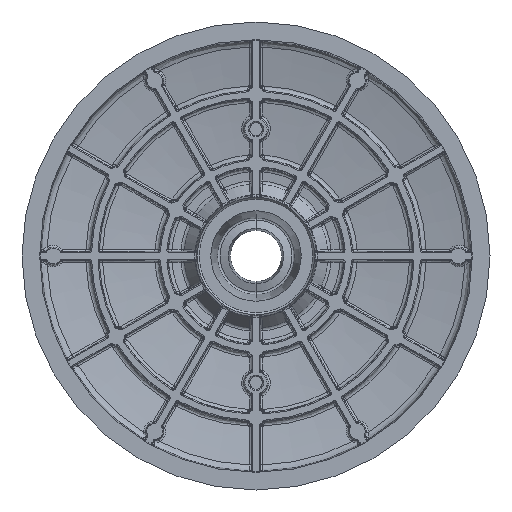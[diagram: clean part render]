
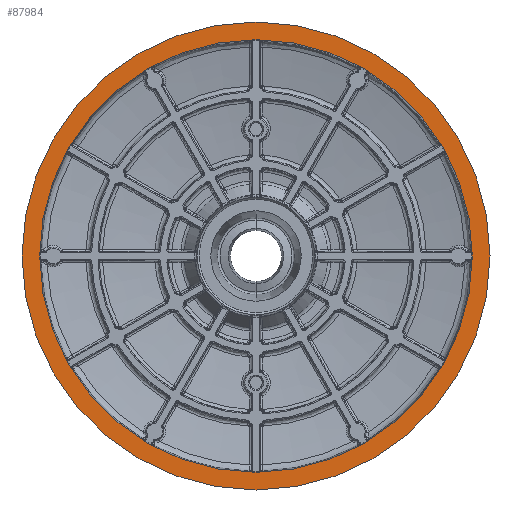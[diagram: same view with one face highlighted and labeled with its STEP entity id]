
A CAD part, front view. The second image highlights one B-rep face of the part: STEP entity #87984.
In plain terms, the highlighted planar face has unit normal (0, -1, 0).
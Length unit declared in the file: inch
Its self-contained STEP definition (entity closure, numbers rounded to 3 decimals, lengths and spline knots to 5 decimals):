
#2902 = EDGE_CURVE ( 'NONE', #35448, #15021, #14919, .T. ) ;
#6038 = DIRECTION ( 'NONE',  ( 0., 1., 0. ) ) ;
#9373 = CIRCLE ( 'NONE', #44309, 2.16535 ) ;
#10707 = AXIS2_PLACEMENT_3D ( 'NONE', #13821, #13799, #13719 ) ;
#13191 = EDGE_CURVE ( 'NONE', #64942, #24713, #42705, .T. ) ;
#13719 = DIRECTION ( 'NONE',  ( 0., 0., -1. ) ) ;
#13799 = DIRECTION ( 'NONE',  ( 0., 1., 0. ) ) ;
#13821 = CARTESIAN_POINT ( 'NONE',  ( 0., 0., 0. ) ) ;
#14919 = CIRCLE ( 'NONE', #10707, 2.34252 ) ;
#15021 = VERTEX_POINT ( 'NONE', #31200 ) ;
#15393 = FACE_BOUND ( 'NONE', #36121, .T. ) ;
#23000 = CARTESIAN_POINT ( 'NONE',  ( 0., 0., 0. ) ) ;
#24713 = VERTEX_POINT ( 'NONE', #43452 ) ;
#26423 = CARTESIAN_POINT ( 'NONE',  ( 0., 0., 2.16535 ) ) ;
#30013 = DIRECTION ( 'NONE',  ( 0., 0., -1. ) ) ;
#31200 = CARTESIAN_POINT ( 'NONE',  ( 0., 0., -2.34252 ) ) ;
#32607 = EDGE_LOOP ( 'NONE', ( #50245, #58849 ) ) ;
#33263 = DIRECTION ( 'NONE',  ( 0., 1., 0. ) ) ;
#35448 = VERTEX_POINT ( 'NONE', #82169 ) ;
#36121 = EDGE_LOOP ( 'NONE', ( #54490, #52424 ) ) ;
#42705 = CIRCLE ( 'NONE', #77363, 2.16535 ) ;
#43452 = CARTESIAN_POINT ( 'NONE',  ( 0., 0., -2.16535 ) ) ;
#44309 = AXIS2_PLACEMENT_3D ( 'NONE', #23000, #71475, #30013 ) ;
#47656 = CARTESIAN_POINT ( 'NONE',  ( 0., 0., 0. ) ) ;
#50245 = ORIENTED_EDGE ( 'NONE', *, *, #68891, .F. ) ;
#52424 = ORIENTED_EDGE ( 'NONE', *, *, #13191, .F. ) ;
#54328 = AXIS2_PLACEMENT_3D ( 'NONE', #47656, #6038, #54544 ) ;
#54490 = ORIENTED_EDGE ( 'NONE', *, *, #62290, .F. ) ;
#54544 = DIRECTION ( 'NONE',  ( 0., 0., -1. ) ) ;
#58262 = DIRECTION ( 'NONE',  ( 0., 0., -1. ) ) ;
#58281 = DIRECTION ( 'NONE',  ( 0., -1., 0. ) ) ;
#58349 = CARTESIAN_POINT ( 'NONE',  ( 0., 0., 0. ) ) ;
#58849 = ORIENTED_EDGE ( 'NONE', *, *, #2902, .F. ) ;
#61184 = CIRCLE ( 'NONE', #54328, 2.34252 ) ;
#62290 = EDGE_CURVE ( 'NONE', #24713, #64942, #9373, .T. ) ;
#64942 = VERTEX_POINT ( 'NONE', #26423 ) ;
#68891 = EDGE_CURVE ( 'NONE', #15021, #35448, #61184, .T. ) ;
#69375 = AXIS2_PLACEMENT_3D ( 'NONE', #74758, #33263, #81809 ) ;
#71475 = DIRECTION ( 'NONE',  ( 0., -1., 0. ) ) ;
#74758 = CARTESIAN_POINT ( 'NONE',  ( -0.58787, 0., 0. ) ) ;
#77363 = AXIS2_PLACEMENT_3D ( 'NONE', #58349, #58281, #58262 ) ;
#81809 = DIRECTION ( 'NONE',  ( 0., 0., 1. ) ) ;
#82169 = CARTESIAN_POINT ( 'NONE',  ( 0., 0., 2.34252 ) ) ;
#87142 = FACE_OUTER_BOUND ( 'NONE', #32607, .T. ) ;
#87984 = ADVANCED_FACE ( 'NONE', ( #15393, #87142 ), #88463, .F. ) ;
#88463 = PLANE ( 'NONE',  #69375 ) ;
